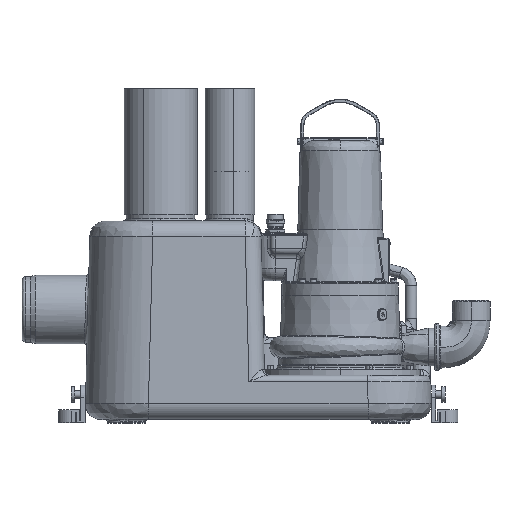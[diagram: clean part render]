
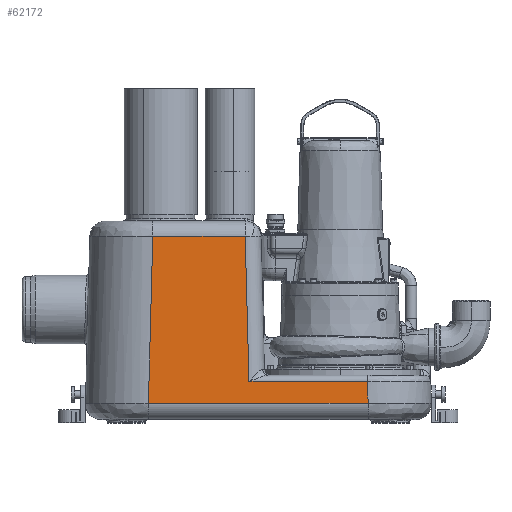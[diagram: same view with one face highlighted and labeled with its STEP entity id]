
A CAD part, top view. The second image highlights one B-rep face of the part: STEP entity #62172.
In plain terms, the highlighted face is planar.
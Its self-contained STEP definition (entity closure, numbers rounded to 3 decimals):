
#9998 = VECTOR ( 'NONE', #23111, 1000. ) ;
#10003 = VECTOR ( 'NONE', #23124, 1000. ) ;
#10004 = VECTOR ( 'NONE', #23117, 1000. ) ;
#10023 = VECTOR ( 'NONE', #23779, 1000. ) ;
#10024 = VECTOR ( 'NONE', #23798, 1000. ) ;
#10028 = VECTOR ( 'NONE', #23800, 1000. ) ;
#23086 = LINE ( 'NONE', #23109, #9998 ) ;
#23088 = LINE ( 'NONE', #23113, #10004 ) ;
#23109 = CARTESIAN_POINT ( 'NONE',  ( -941.423, 1493.885, -638.843 ) ) ;
#23111 = DIRECTION ( 'NONE',  ( 0., 1., 0. ) ) ;
#23113 = CARTESIAN_POINT ( 'NONE',  ( -941.423, 1233.622, -638.843 ) ) ;
#23117 = DIRECTION ( 'NONE',  ( 0.026, 0.026, 0.999 ) ) ;
#23119 = LINE ( 'NONE', #23122, #10003 ) ;
#23122 = CARTESIAN_POINT ( 'NONE',  ( -935.39, 1493.885, -408.45 ) ) ;
#23124 = DIRECTION ( 'NONE',  ( 0., 1., 0. ) ) ;
#23777 = LINE ( 'NONE', #23778, #10023 ) ;
#23778 = CARTESIAN_POINT ( 'NONE',  ( -935.39, 1386.308, -408.45 ) ) ;
#23779 = DIRECTION ( 'NONE',  ( -0.026, 0.026, -0.999 ) ) ;
#23785 = LINE ( 'NONE', #23799, #10028 ) ;
#23795 = LINE ( 'NONE', #23797, #10024 ) ;
#23797 = CARTESIAN_POINT ( 'NONE',  ( -942.329, 1356.385, -673.45 ) ) ;
#23798 = DIRECTION ( 'NONE',  ( 0., 1., 0. ) ) ;
#23799 = CARTESIAN_POINT ( 'NONE',  ( -942.881, 1043.971, -694.528 ) ) ;
#23800 = DIRECTION ( 'NONE',  ( -0.026, -0.026, -0.999 ) ) ;
#28947 = AXIS2_PLACEMENT_3D ( 'NONE', #30903, #30904, #30905 ) ;
#30831 = FACE_OUTER_BOUND ( 'NONE', #80606, .T. ) ;
#30893 = PLANE ( 'NONE',  #28947 ) ;
#30903 = CARTESIAN_POINT ( 'NONE',  ( -943.001, 1493.885, -699.105 ) ) ;
#30904 = DIRECTION ( 'NONE',  ( -1., 0., 0.026 ) ) ;
#30905 = DIRECTION ( 'NONE',  ( 0.026, 0., 1. ) ) ;
#62172 = ADVANCED_FACE ( 'NONE', ( #30831 ), #30893, .T. ) ;
#67442 = EDGE_CURVE ( 'NONE', #74532, #74445, #23086, .T. ) ;
#67443 = EDGE_CURVE ( 'NONE', #74445, #84925, #23088, .T. ) ;
#67444 = EDGE_CURVE ( 'NONE', #84925, #74510, #23119, .T. ) ;
#67483 = EDGE_CURVE ( 'NONE', #74510, #74561, #23777, .T. ) ;
#67486 = EDGE_CURVE ( 'NONE', #74568, #74561, #23795, .T. ) ;
#67487 = EDGE_CURVE ( 'NONE', #74532, #74568, #23785, .T. ) ;
#74445 = VERTEX_POINT ( 'NONE', #78382 ) ;
#74510 = VERTEX_POINT ( 'NONE', #78682 ) ;
#74532 = VERTEX_POINT ( 'NONE', #78942 ) ;
#74561 = VERTEX_POINT ( 'NONE', #79059 ) ;
#74568 = VERTEX_POINT ( 'NONE', #79067 ) ;
#78382 = CARTESIAN_POINT ( 'NONE',  ( -941.423, 1233.622, -638.843 ) ) ;
#78682 = CARTESIAN_POINT ( 'NONE',  ( -935.39, 1386.308, -408.45 ) ) ;
#78942 = CARTESIAN_POINT ( 'NONE',  ( -941.423, 1045.429, -638.843 ) ) ;
#79059 = CARTESIAN_POINT ( 'NONE',  ( -942.329, 1393.248, -673.45 ) ) ;
#79067 = CARTESIAN_POINT ( 'NONE',  ( -942.329, 1044.523, -673.45 ) ) ;
#80606 = EDGE_LOOP ( 'NONE', ( #83638, #83640, #83642, #83644, #83646, #83648 ) ) ;
#83638 = ORIENTED_EDGE ( 'NONE', *, *, #67486, .F. ) ;
#83640 = ORIENTED_EDGE ( 'NONE', *, *, #67487, .F. ) ;
#83642 = ORIENTED_EDGE ( 'NONE', *, *, #67442, .T. ) ;
#83644 = ORIENTED_EDGE ( 'NONE', *, *, #67443, .T. ) ;
#83646 = ORIENTED_EDGE ( 'NONE', *, *, #67444, .T. ) ;
#83648 = ORIENTED_EDGE ( 'NONE', *, *, #67483, .T. ) ;
#84925 = VERTEX_POINT ( 'NONE', #87724 ) ;
#87724 = CARTESIAN_POINT ( 'NONE',  ( -935.39, 1239.655, -408.45 ) ) ;
